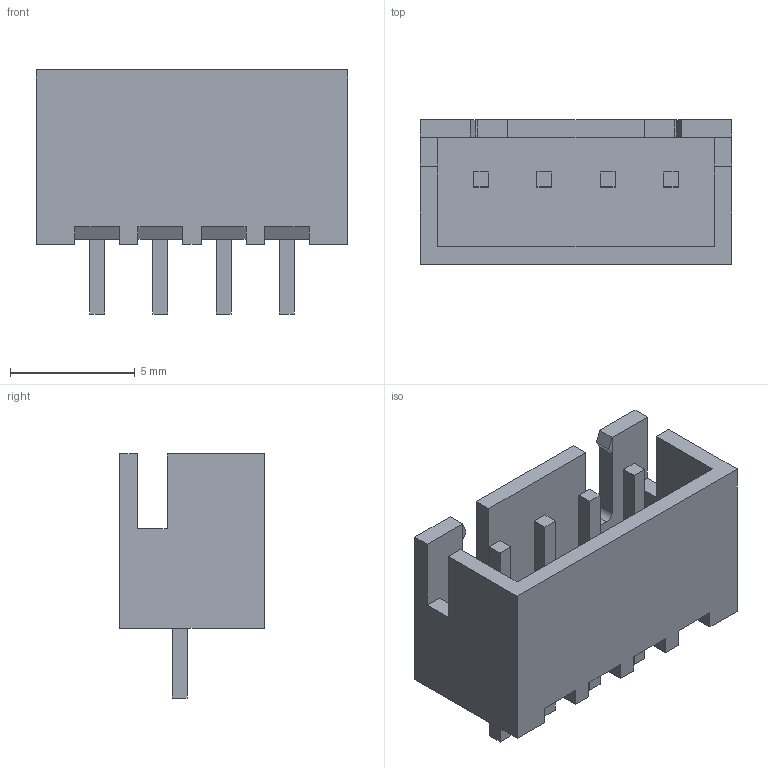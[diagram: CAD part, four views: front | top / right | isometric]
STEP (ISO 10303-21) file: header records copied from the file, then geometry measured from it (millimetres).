
FILE_DESCRIPTION (( 'STEP AP214' ), '1' );
FILE_NAME ('XH2.54-4pin.STEP', '2018-09-14T03:42:53', ( '' ), ( '' ), 'SwSTEP 2.0', 'SolidWorks 2018', '' );
FILE_SCHEMA (( 'AUTOMOTIVE_DESIGN' ));
Length unit declared in the file: millimetre
Products named in the file (1): XH2.54-4pin
Bounding box: 12.5 x 5.8 x 9.8 mm (x, y, z)
Volume: 245.2 mm3; surface area: 620.1 mm2
Topology: 3 solids, 3 shells, 100 faces, 258 edges, 172 vertices
Faces by surface type: plane 98, cylinder 2
Entity records: 3918 total; most frequent: CARTESIAN_POINT 531, ORIENTED_EDGE 516, DIRECTION 464, EDGE_CURVE 258, LINE 254, VECTOR 254, VERTEX_POINT 172, EDGE_LOOP 108
